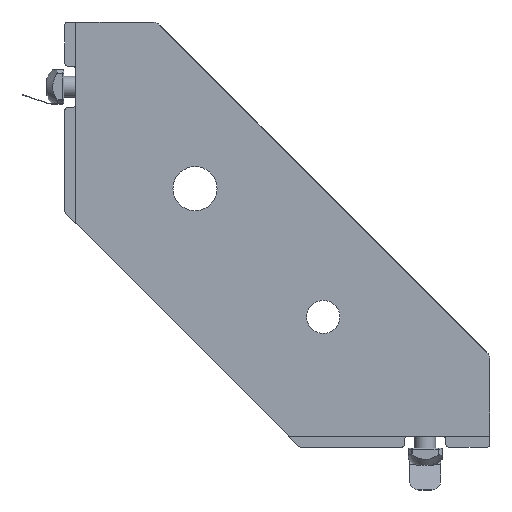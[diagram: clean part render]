
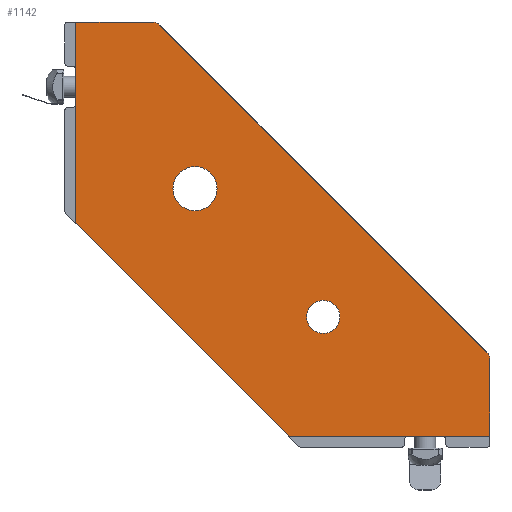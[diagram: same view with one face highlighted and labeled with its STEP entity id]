
A CAD part, front view. The second image highlights one B-rep face of the part: STEP entity #1142.
In plain terms, the highlighted planar face has unit normal (0, -1, 0).
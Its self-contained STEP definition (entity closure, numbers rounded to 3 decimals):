
#1142=ADVANCED_FACE('',(#1392,#1393,#1394),#1395,.T.);
#1392=FACE_BOUND('',#1753,.T.);
#1393=FACE_BOUND('',#1754,.T.);
#1394=FACE_OUTER_BOUND('',#1755,.T.);
#1395=PLANE('',#1756);
#1753=EDGE_LOOP('',(#2441));
#1754=EDGE_LOOP('',(#2442));
#1755=EDGE_LOOP('',(#2443,#2444,#2445,#2446,#2447,#2448,#2449,#2450,#2451,#2452,#2453,#2454));
#1756=AXIS2_PLACEMENT_3D('',#2455,#2456,#2457);
#2441=ORIENTED_EDGE('',*,*,#3434,.T.);
#2442=ORIENTED_EDGE('',*,*,#3435,.T.);
#2443=ORIENTED_EDGE('',*,*,#3436,.T.);
#2444=ORIENTED_EDGE('',*,*,#3437,.F.);
#2445=ORIENTED_EDGE('',*,*,#3438,.T.);
#2446=ORIENTED_EDGE('',*,*,#3439,.F.);
#2447=ORIENTED_EDGE('',*,*,#3440,.T.);
#2448=ORIENTED_EDGE('',*,*,#3441,.F.);
#2449=ORIENTED_EDGE('',*,*,#3442,.T.);
#2450=ORIENTED_EDGE('',*,*,#3443,.F.);
#2451=ORIENTED_EDGE('',*,*,#3444,.T.);
#2452=ORIENTED_EDGE('',*,*,#3445,.T.);
#2453=ORIENTED_EDGE('',*,*,#3446,.T.);
#2454=ORIENTED_EDGE('',*,*,#3447,.T.);
#2455=CARTESIAN_POINT('',(-80.,-12.0,80.));
#2456=DIRECTION('',(0.,-1.0,0.));
#2457=DIRECTION('',(1.0,0.,0.0));
#3434=EDGE_CURVE('',#3944,#3944,#3945,.F.);
#3435=EDGE_CURVE('',#3946,#3946,#3947,.F.);
#3436=EDGE_CURVE('',#3948,#3949,#3950,.F.);
#3437=EDGE_CURVE('',#3951,#3949,#3952,.T.);
#3438=EDGE_CURVE('',#3951,#3953,#3954,.F.);
#3439=EDGE_CURVE('',#3955,#3953,#3956,.T.);
#3440=EDGE_CURVE('',#3955,#3957,#3958,.T.);
#3441=EDGE_CURVE('',#3959,#3957,#3960,.T.);
#3442=EDGE_CURVE('',#3959,#3961,#3962,.T.);
#3443=EDGE_CURVE('',#3963,#3961,#3964,.T.);
#3444=EDGE_CURVE('',#3963,#3965,#3966,.T.);
#3445=EDGE_CURVE('',#3965,#3967,#3968,.F.);
#3446=EDGE_CURVE('',#3967,#3969,#3970,.T.);
#3447=EDGE_CURVE('',#3969,#3948,#3971,.F.);
#3944=VERTEX_POINT('',#4861);
#3945=CIRCLE('',#4862,6.4);
#3946=VERTEX_POINT('',#4863);
#3947=CIRCLE('',#4864,8.5);
#3948=VERTEX_POINT('',#4865);
#3949=VERTEX_POINT('',#4866);
#3950=LINE('',#4867,#4868);
#3951=VERTEX_POINT('',#4869);
#3952=CIRCLE('',#4870,1.);
#3953=VERTEX_POINT('',#4871);
#3954=LINE('',#4872,#4873);
#3955=VERTEX_POINT('',#4874);
#3956=CIRCLE('',#4875,1.);
#3957=VERTEX_POINT('',#4876);
#3958=LINE('',#4877,#4878);
#3959=VERTEX_POINT('',#4879);
#3960=CIRCLE('',#4880,1.);
#3961=VERTEX_POINT('',#4881);
#3962=LINE('',#4882,#4883);
#3963=VERTEX_POINT('',#4884);
#3964=CIRCLE('',#4885,1.);
#3965=VERTEX_POINT('',#4886);
#3966=LINE('',#4887,#4888);
#3967=VERTEX_POINT('',#4889);
#3968=CIRCLE('',#4890,4.0);
#3969=VERTEX_POINT('',#4891);
#3970=LINE('',#4892,#4893);
#3971=CIRCLE('',#4894,4.);
#4861=CARTESIAN_POINT('',(102.102,-12.0,46.205));
#4862=AXIS2_PLACEMENT_3D('',#5741,#5742,#5743);
#4863=CARTESIAN_POINT('',(54.705,-12.0,95.702));
#4864=AXIS2_PLACEMENT_3D('',#5744,#5745,#5746);
#4865=CARTESIAN_POINT('',(29.747,-12.0,160.));
#4866=CARTESIAN_POINT('',(1.,-12.0,160.));
#4867=CARTESIAN_POINT('',(-80.,-12.0,160.));
#4868=VECTOR('',#5747,1.0);
#4869=CARTESIAN_POINT('',(0.,-12.0,159.));
#4870=AXIS2_PLACEMENT_3D('',#5748,#5749,#5750);
#4871=CARTESIAN_POINT('',(0.,-12.0,82.924));
#4872=CARTESIAN_POINT('',(0.,-12.0,80.));
#4873=VECTOR('',#5751,1.0);
#4874=CARTESIAN_POINT('',(0.293,-12.0,82.217));
#4875=AXIS2_PLACEMENT_3D('',#5752,#5753,#5754);
#4876=CARTESIAN_POINT('',(82.217,-12.0,0.293));
#4877=CARTESIAN_POINT('',(0.293,-12.0,82.217));
#4878=VECTOR('',#5755,1.0);
#4879=CARTESIAN_POINT('',(82.924,-12.0,0.));
#4880=AXIS2_PLACEMENT_3D('',#5756,#5757,#5758);
#4881=CARTESIAN_POINT('',(159.,-12.0,0.));
#4882=CARTESIAN_POINT('',(-80.,-12.0,0.));
#4883=VECTOR('',#5759,1.0);
#4884=CARTESIAN_POINT('',(160.,-12.0,1.));
#4885=AXIS2_PLACEMENT_3D('',#5760,#5761,#5762);
#4886=CARTESIAN_POINT('',(160.,-12.0,29.747));
#4887=CARTESIAN_POINT('',(160.,-12.0,80.));
#4888=VECTOR('',#5763,1.0);
#4889=CARTESIAN_POINT('',(158.828,-12.0,32.576));
#4890=AXIS2_PLACEMENT_3D('',#5764,#5765,#5766);
#4891=CARTESIAN_POINT('',(32.576,-12.0,158.828));
#4892=CARTESIAN_POINT('',(158.828,-12.0,32.576));
#4893=VECTOR('',#5767,1.0);
#4894=AXIS2_PLACEMENT_3D('',#5768,#5769,#5770);
#5741=CARTESIAN_POINT('',(95.702,-12.0,46.205));
#5742=DIRECTION('',(0.,-1.0,0.));
#5743=DIRECTION('',(1.0,0.,0.0));
#5744=CARTESIAN_POINT('',(46.205,-12.0,95.702));
#5745=DIRECTION('',(0.,-1.0,0.));
#5746=DIRECTION('',(1.0,0.,0.0));
#5747=DIRECTION('',(1.0,0.,0.0));
#5748=CARTESIAN_POINT('',(1.,-12.0,159.));
#5749=DIRECTION('',(0.,1.0,0.));
#5750=DIRECTION('',(-1.0,0.,0.0));
#5751=DIRECTION('',(0.,0.,1.0));
#5752=CARTESIAN_POINT('',(1.,-12.0,82.924));
#5753=DIRECTION('',(0.,1.0,0.));
#5754=DIRECTION('',(-1.0,0.,0.0));
#5755=DIRECTION('',(0.707,0.0,-0.707));
#5756=CARTESIAN_POINT('',(82.924,-12.0,1.));
#5757=DIRECTION('',(0.,1.0,0.));
#5758=DIRECTION('',(-1.0,0.,0.0));
#5759=DIRECTION('',(1.0,0.,0.0));
#5760=CARTESIAN_POINT('',(159.,-12.0,1.));
#5761=DIRECTION('',(0.,1.0,0.));
#5762=DIRECTION('',(-1.0,0.,0.0));
#5763=DIRECTION('',(0.,0.,1.0));
#5764=CARTESIAN_POINT('',(156.,-12.0,29.747));
#5765=DIRECTION('',(0.,1.0,0.));
#5766=DIRECTION('',(-1.0,0.,0.0));
#5767=DIRECTION('',(-0.707,0.0,0.707));
#5768=CARTESIAN_POINT('',(29.747,-12.0,156.));
#5769=DIRECTION('',(0.,1.0,0.));
#5770=DIRECTION('',(-1.0,0.,0.0));
